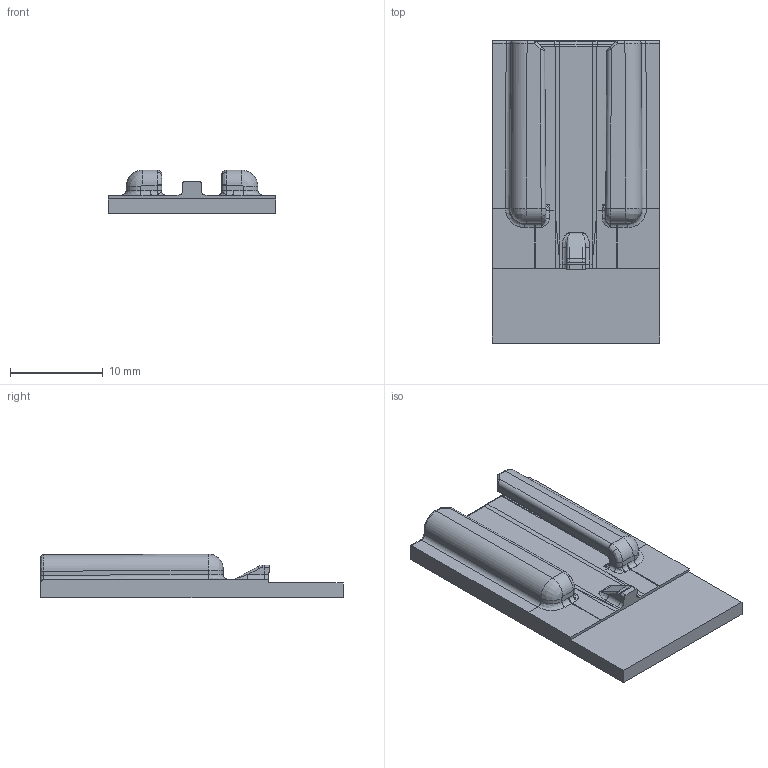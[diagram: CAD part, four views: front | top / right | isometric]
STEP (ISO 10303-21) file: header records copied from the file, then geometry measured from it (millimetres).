
FILE_DESCRIPTION(('CATIA V5 STEP Exchange'),'2;1');
FILE_NAME('Style A - Connector Slot_02.stp','2011-05-11T20:23:23+00:00',('none'),('none'),'CATIA Version 5 Release 19 SP 5 (IN-10)','CATIA V5 STEP AP203','none');
FILE_SCHEMA(('CONFIG_CONTROL_DESIGN'));
Length unit declared in the file: millimetre
Products named in the file (1): USCAR Connector
Bounding box: 18 x 32.5 x 4.69 mm (x, y, z)
Volume: 1373.1 mm3; surface area: 1698.1 mm2
Topology: 1 solids, 1 shells, 256 faces, 596 edges, 328 vertices
Faces by surface type: cylinder 108, plane 76, bspline 62, sphere 10
Entity records: 9748 total; most frequent: CARTESIAN_POINT 4933, ORIENTED_EDGE 1164, DIRECTION 640, EDGE_CURVE 582, VERTEX_POINT 328, B_SPLINE_CURVE_WITH_KNOTS 320, ADVANCED_FACE 256, EDGE_LOOP 256
